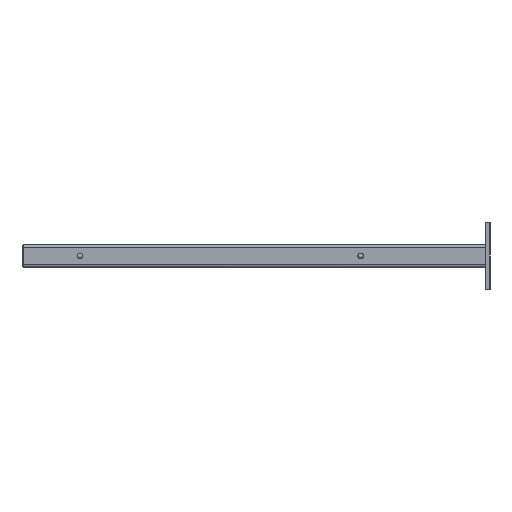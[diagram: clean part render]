
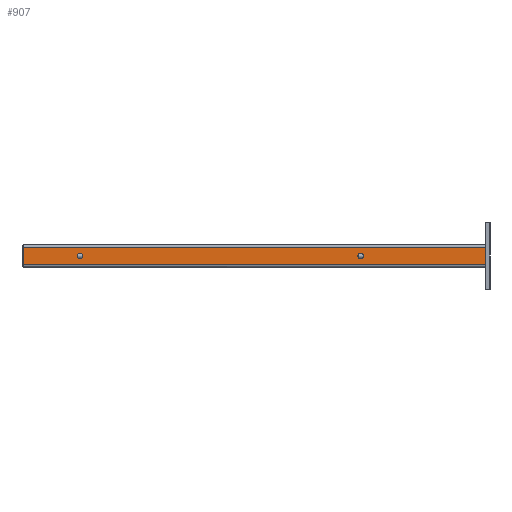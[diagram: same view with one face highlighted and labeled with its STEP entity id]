
A CAD part, left-side view. The second image highlights one B-rep face of the part: STEP entity #907.
In plain terms, the highlighted planar face has unit normal (-1, 0, 0).
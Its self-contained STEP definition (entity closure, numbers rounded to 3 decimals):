
#113 = PLANE ( 'NONE',  #4300 ) ;
#120 = ORIENTED_EDGE ( 'NONE', *, *, #1305, .F. ) ;
#132 = CARTESIAN_POINT ( 'NONE',  ( -15., 1025., 19.8 ) ) ;
#159 = DIRECTION ( 'NONE',  ( 0., 0., 1. ) ) ;
#196 = AXIS2_PLACEMENT_3D ( 'NONE', #3329, #1325, #6243 ) ;
#446 = CARTESIAN_POINT ( 'NONE',  ( -15., 1040., -19.8 ) ) ;
#460 = ORIENTED_EDGE ( 'NONE', *, *, #593, .F. ) ;
#561 = DIRECTION ( 'NONE',  ( -1., 0., 0. ) ) ;
#592 = DIRECTION ( 'NONE',  ( 0., 0., -1. ) ) ;
#593 = EDGE_CURVE ( 'NONE', #4712, #849, #803, .T. ) ;
#703 = LINE ( 'NONE', #1181, #6115 ) ;
#756 = VERTEX_POINT ( 'NONE', #446 ) ;
#803 = CIRCLE ( 'NONE', #196, 6.5 ) ;
#849 = VERTEX_POINT ( 'NONE', #855 ) ;
#855 = CARTESIAN_POINT ( 'NONE',  ( -15., 280., -6.5 ) ) ;
#901 = AXIS2_PLACEMENT_3D ( 'NONE', #5925, #561, #1137 ) ;
#907 = ADVANCED_FACE ( 'NONE', ( #1585, #1556, #4948 ), #113, .F. ) ;
#979 = DIRECTION ( 'NONE',  ( 0., -1., 0. ) ) ;
#1025 = CARTESIAN_POINT ( 'NONE',  ( -15., 910., 6.5 ) ) ;
#1096 = ORIENTED_EDGE ( 'NONE', *, *, #5124, .F. ) ;
#1137 = DIRECTION ( 'NONE',  ( 0., 0., 1. ) ) ;
#1149 = VECTOR ( 'NONE', #5001, 1000. ) ;
#1181 = CARTESIAN_POINT ( 'NONE',  ( -15., 0., 19.8 ) ) ;
#1286 = VECTOR ( 'NONE', #979, 1000. ) ;
#1305 = EDGE_CURVE ( 'NONE', #1856, #2923, #2570, .T. ) ;
#1325 = DIRECTION ( 'NONE',  ( -1., 0., 0. ) ) ;
#1425 = EDGE_CURVE ( 'NONE', #1735, #2923, #703, .T. ) ;
#1467 = AXIS2_PLACEMENT_3D ( 'NONE', #6114, #2584, #4538 ) ;
#1556 = FACE_BOUND ( 'NONE', #2463, .T. ) ;
#1585 = FACE_BOUND ( 'NONE', #4909, .T. ) ;
#1735 = VERTEX_POINT ( 'NONE', #3361 ) ;
#1761 = DIRECTION ( 'NONE',  ( 0., 0., 1. ) ) ;
#1856 = VERTEX_POINT ( 'NONE', #5775 ) ;
#2067 = CARTESIAN_POINT ( 'NONE',  ( -15., 1025., 19.8 ) ) ;
#2373 = ORIENTED_EDGE ( 'NONE', *, *, #1425, .T. ) ;
#2463 = EDGE_LOOP ( 'NONE', ( #460, #1096 ) ) ;
#2488 = LINE ( 'NONE', #4451, #1286 ) ;
#2508 = DIRECTION ( 'NONE',  ( 1., 0., 0. ) ) ;
#2570 = LINE ( 'NONE', #132, #1149 ) ;
#2584 = DIRECTION ( 'NONE',  ( -1., 0., 0. ) ) ;
#2631 = EDGE_CURVE ( 'NONE', #4723, #3562, #3627, .T. ) ;
#2716 = CARTESIAN_POINT ( 'NONE',  ( -15., 910., 0. ) ) ;
#2758 = CARTESIAN_POINT ( 'NONE',  ( -15., 1040., 19.8 ) ) ;
#2923 = VERTEX_POINT ( 'NONE', #5623 ) ;
#3329 = CARTESIAN_POINT ( 'NONE',  ( -15., 280., 0. ) ) ;
#3361 = CARTESIAN_POINT ( 'NONE',  ( -15., 0., -19.8 ) ) ;
#3372 = CIRCLE ( 'NONE', #901, 6.5 ) ;
#3472 = CIRCLE ( 'NONE', #3676, 6.5 ) ;
#3545 = ORIENTED_EDGE ( 'NONE', *, *, #2631, .F. ) ;
#3562 = VERTEX_POINT ( 'NONE', #6254 ) ;
#3627 = CIRCLE ( 'NONE', #1467, 6.5 ) ;
#3633 = DIRECTION ( 'NONE',  ( -1., 0., 0. ) ) ;
#3676 = AXIS2_PLACEMENT_3D ( 'NONE', #2716, #3633, #6095 ) ;
#3716 = EDGE_CURVE ( 'NONE', #756, #1735, #2488, .T. ) ;
#3988 = ORIENTED_EDGE ( 'NONE', *, *, #6181, .F. ) ;
#4016 = ORIENTED_EDGE ( 'NONE', *, *, #4902, .F. ) ;
#4259 = EDGE_LOOP ( 'NONE', ( #3988, #5297, #2373, #120 ) ) ;
#4300 = AXIS2_PLACEMENT_3D ( 'NONE', #2067, #2508, #592 ) ;
#4367 = CARTESIAN_POINT ( 'NONE',  ( -15., 280., 6.5 ) ) ;
#4451 = CARTESIAN_POINT ( 'NONE',  ( -15., 1025., -19.8 ) ) ;
#4538 = DIRECTION ( 'NONE',  ( 0., 0., 1. ) ) ;
#4712 = VERTEX_POINT ( 'NONE', #4367 ) ;
#4723 = VERTEX_POINT ( 'NONE', #1025 ) ;
#4902 = EDGE_CURVE ( 'NONE', #3562, #4723, #3472, .T. ) ;
#4909 = EDGE_LOOP ( 'NONE', ( #3545, #4016 ) ) ;
#4948 = FACE_OUTER_BOUND ( 'NONE', #4259, .T. ) ;
#5001 = DIRECTION ( 'NONE',  ( 0., -1., 0. ) ) ;
#5124 = EDGE_CURVE ( 'NONE', #849, #4712, #3372, .T. ) ;
#5297 = ORIENTED_EDGE ( 'NONE', *, *, #3716, .T. ) ;
#5623 = CARTESIAN_POINT ( 'NONE',  ( -15., 0., 19.8 ) ) ;
#5775 = CARTESIAN_POINT ( 'NONE',  ( -15., 1040., 19.8 ) ) ;
#5925 = CARTESIAN_POINT ( 'NONE',  ( -15., 280., 0. ) ) ;
#6095 = DIRECTION ( 'NONE',  ( 0., 0., 1. ) ) ;
#6111 = VECTOR ( 'NONE', #1761, 1000. ) ;
#6114 = CARTESIAN_POINT ( 'NONE',  ( -15., 910., 0. ) ) ;
#6115 = VECTOR ( 'NONE', #159, 1000. ) ;
#6181 = EDGE_CURVE ( 'NONE', #756, #1856, #6234, .T. ) ;
#6234 = LINE ( 'NONE', #2758, #6111 ) ;
#6243 = DIRECTION ( 'NONE',  ( 0., 0., 1. ) ) ;
#6254 = CARTESIAN_POINT ( 'NONE',  ( -15., 910., -6.5 ) ) ;
